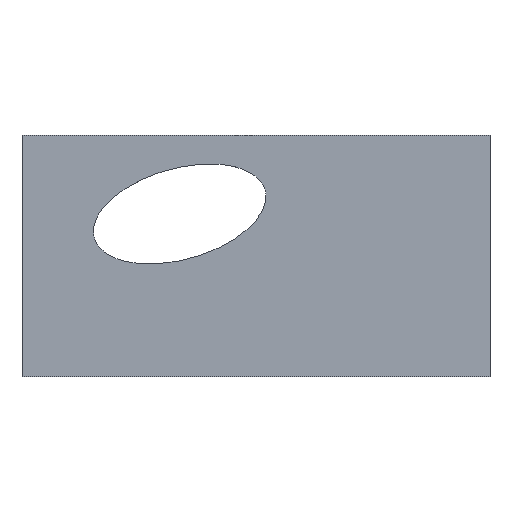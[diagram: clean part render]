
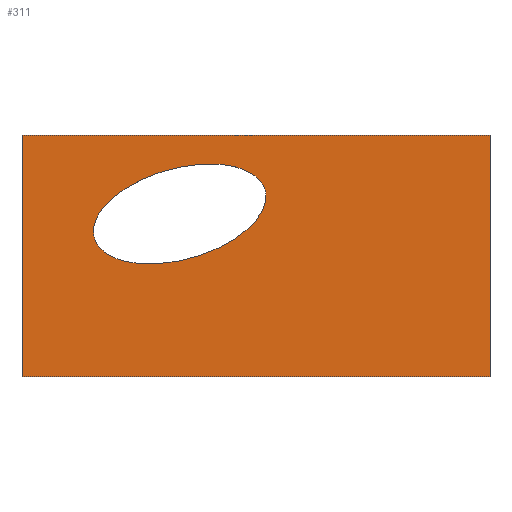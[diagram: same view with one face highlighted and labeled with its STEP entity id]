
A CAD part, top view. The second image highlights one B-rep face of the part: STEP entity #311.
In plain terms, the highlighted planar face has unit normal (0, 0, 1).
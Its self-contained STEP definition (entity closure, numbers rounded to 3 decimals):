
#35 = VERTEX_POINT('',#36);
#36 = CARTESIAN_POINT('',(-48.993,4.748,6.35));
#43 = ( BOUNDED_SURFACE() B_SPLINE_SURFACE(3,1,(
    (#44,#45)
    ,(#46,#47)
    ,(#48,#49)
,(#50,#51
  )),.UNSPECIFIED.,.F.,.F.,.F.) B_SPLINE_SURFACE_WITH_KNOTS((4,4),(2,2),
  (0.,1.),(0.,1.),.PIECEWISE_BEZIER_KNOTS.) 
GEOMETRIC_REPRESENTATION_ITEM() RATIONAL_B_SPLINE_SURFACE((
    (1.,1.)
    ,(0.333,0.333)
    ,(0.333,0.333)
,(1.,1.))) REPRESENTATION_ITEM('') SURFACE() );
#44 = CARTESIAN_POINT('',(12.191,21.897,3.175));
#45 = CARTESIAN_POINT('',(12.191,21.897,6.35));
#46 = CARTESIAN_POINT('',(3.37,53.367,3.175));
#47 = CARTESIAN_POINT('',(3.37,53.367,6.35));
#48 = CARTESIAN_POINT('',(-57.814,36.218,3.175));
#49 = CARTESIAN_POINT('',(-57.814,36.218,6.35));
#50 = CARTESIAN_POINT('',(-48.993,4.748,3.175));
#51 = CARTESIAN_POINT('',(-48.993,4.748,6.35));
#58 = ( BOUNDED_SURFACE() B_SPLINE_SURFACE(3,1,(
    (#59,#60)
    ,(#61,#62)
    ,(#63,#64)
,(#65,#66
  )),.UNSPECIFIED.,.F.,.F.,.F.) B_SPLINE_SURFACE_WITH_KNOTS((4,4),(2,2),
  (0.,1.),(0.,1.),.PIECEWISE_BEZIER_KNOTS.) 
GEOMETRIC_REPRESENTATION_ITEM() RATIONAL_B_SPLINE_SURFACE((
    (1.,1.)
    ,(0.333,0.333)
    ,(0.333,0.333)
,(1.,1.))) REPRESENTATION_ITEM('') SURFACE() );
#59 = CARTESIAN_POINT('',(-48.993,4.748,3.175));
#60 = CARTESIAN_POINT('',(-48.993,4.748,6.35));
#61 = CARTESIAN_POINT('',(-40.173,-26.722,3.175));
#62 = CARTESIAN_POINT('',(-40.173,-26.722,6.35));
#63 = CARTESIAN_POINT('',(21.011,-9.573,3.175));
#64 = CARTESIAN_POINT('',(21.011,-9.573,6.35));
#65 = CARTESIAN_POINT('',(12.191,21.897,3.175));
#66 = CARTESIAN_POINT('',(12.191,21.897,6.35));
#73 = EDGE_CURVE('',#74,#35,#76,.T.);
#74 = VERTEX_POINT('',#75);
#75 = CARTESIAN_POINT('',(12.191,21.897,6.35));
#76 = SURFACE_CURVE('',#77,(#82,#88),.PCURVE_S1.);
#77 = ( BOUNDED_CURVE() B_SPLINE_CURVE(3,(#78,#79,#80,#81),
.UNSPECIFIED.,.F.,.F.) B_SPLINE_CURVE_WITH_KNOTS((4,4),(3.142,
6.283),.PIECEWISE_BEZIER_KNOTS.) CURVE() 
GEOMETRIC_REPRESENTATION_ITEM() RATIONAL_B_SPLINE_CURVE((1.,
0.333,0.333,1.)) REPRESENTATION_ITEM('') );
#78 = CARTESIAN_POINT('',(12.191,21.897,6.35));
#79 = CARTESIAN_POINT('',(3.37,53.367,6.35));
#80 = CARTESIAN_POINT('',(-57.814,36.218,6.35));
#81 = CARTESIAN_POINT('',(-48.993,4.748,6.35));
#82 = PCURVE('',#43,#83);
#83 = DEFINITIONAL_REPRESENTATION('',(#84),#87);
#84 = B_SPLINE_CURVE_WITH_KNOTS('',1,(#85,#86),.UNSPECIFIED.,.F.,.F.,(2,
    2),(3.142,6.283),.PIECEWISE_BEZIER_KNOTS.);
#85 = CARTESIAN_POINT('',(0.,1.));
#86 = CARTESIAN_POINT('',(1.,1.));
#87 = ( GEOMETRIC_REPRESENTATION_CONTEXT(2) 
PARAMETRIC_REPRESENTATION_CONTEXT() REPRESENTATION_CONTEXT('2D SPACE',''
  ) );
#88 = PCURVE('',#89,#94);
#89 = PLANE('',#90);
#90 = AXIS2_PLACEMENT_3D('',#91,#92,#93);
#91 = CARTESIAN_POINT('',(0.,0.,6.35));
#92 = DIRECTION('',(0.,0.,1.));
#93 = DIRECTION('',(1.,0.,0.));
#94 = DEFINITIONAL_REPRESENTATION('',(#95),#100);
#95 = ( BOUNDED_CURVE() B_SPLINE_CURVE(3,(#96,#97,#98,#99),
.UNSPECIFIED.,.F.,.F.) B_SPLINE_CURVE_WITH_KNOTS((4,4),(3.142,
6.283),.PIECEWISE_BEZIER_KNOTS.) CURVE() 
GEOMETRIC_REPRESENTATION_ITEM() RATIONAL_B_SPLINE_CURVE((1.,
0.333,0.333,1.)) REPRESENTATION_ITEM('') );
#96 = CARTESIAN_POINT('',(12.191,21.897));
#97 = CARTESIAN_POINT('',(3.37,53.367));
#98 = CARTESIAN_POINT('',(-57.814,36.218));
#99 = CARTESIAN_POINT('',(-48.993,4.748));
#100 = ( GEOMETRIC_REPRESENTATION_CONTEXT(2) 
PARAMETRIC_REPRESENTATION_CONTEXT() REPRESENTATION_CONTEXT('2D SPACE',''
  ) );
#153 = EDGE_CURVE('',#35,#74,#154,.T.);
#154 = SURFACE_CURVE('',#155,(#160,#166),.PCURVE_S1.);
#155 = ( BOUNDED_CURVE() B_SPLINE_CURVE(3,(#156,#157,#158,#159),
.UNSPECIFIED.,.F.,.F.) B_SPLINE_CURVE_WITH_KNOTS((4,4),(0.,3.142
),.PIECEWISE_BEZIER_KNOTS.) CURVE() GEOMETRIC_REPRESENTATION_ITEM() 
RATIONAL_B_SPLINE_CURVE((1.,0.333,0.333,1.)) 
REPRESENTATION_ITEM('') );
#156 = CARTESIAN_POINT('',(-48.993,4.748,6.35));
#157 = CARTESIAN_POINT('',(-40.173,-26.722,6.35));
#158 = CARTESIAN_POINT('',(21.011,-9.573,6.35));
#159 = CARTESIAN_POINT('',(12.191,21.897,6.35));
#160 = PCURVE('',#58,#161);
#161 = DEFINITIONAL_REPRESENTATION('',(#162),#165);
#162 = B_SPLINE_CURVE_WITH_KNOTS('',1,(#163,#164),.UNSPECIFIED.,.F.,.F.,
  (2,2),(0.,3.142),.PIECEWISE_BEZIER_KNOTS.);
#163 = CARTESIAN_POINT('',(0.,1.));
#164 = CARTESIAN_POINT('',(1.,1.));
#165 = ( GEOMETRIC_REPRESENTATION_CONTEXT(2) 
PARAMETRIC_REPRESENTATION_CONTEXT() REPRESENTATION_CONTEXT('2D SPACE',''
  ) );
#166 = PCURVE('',#89,#167);
#167 = DEFINITIONAL_REPRESENTATION('',(#168),#173);
#168 = ( BOUNDED_CURVE() B_SPLINE_CURVE(3,(#169,#170,#171,#172),
.UNSPECIFIED.,.F.,.F.) B_SPLINE_CURVE_WITH_KNOTS((4,4),(0.,3.142
),.PIECEWISE_BEZIER_KNOTS.) CURVE() GEOMETRIC_REPRESENTATION_ITEM() 
RATIONAL_B_SPLINE_CURVE((1.,0.333,0.333,1.)) 
REPRESENTATION_ITEM('') );
#169 = CARTESIAN_POINT('',(-48.993,4.748));
#170 = CARTESIAN_POINT('',(-40.173,-26.722));
#171 = CARTESIAN_POINT('',(21.011,-9.573));
#172 = CARTESIAN_POINT('',(12.191,21.897));
#173 = ( GEOMETRIC_REPRESENTATION_CONTEXT(2) 
PARAMETRIC_REPRESENTATION_CONTEXT() REPRESENTATION_CONTEXT('2D SPACE',''
  ) );
#220 = PLANE('',#221);
#221 = AXIS2_PLACEMENT_3D('',#222,#223,#224);
#222 = CARTESIAN_POINT('',(-74.928,41.589,6.35));
#223 = DIRECTION('',(1.,0.,0.));
#224 = DIRECTION('',(0.,0.,-1.));
#247 = PLANE('',#248);
#248 = AXIS2_PLACEMENT_3D('',#249,#250,#251);
#249 = CARTESIAN_POINT('',(-74.928,-45.095,6.35));
#250 = DIRECTION('',(0.,1.,0.));
#251 = DIRECTION('',(0.,0.,1.));
#273 = PLANE('',#274);
#274 = AXIS2_PLACEMENT_3D('',#275,#276,#277);
#275 = CARTESIAN_POINT('',(92.852,41.589,6.35));
#276 = DIRECTION('',(-1.,0.,0.));
#277 = DIRECTION('',(0.,0.,1.));
#297 = PLANE('',#298);
#298 = AXIS2_PLACEMENT_3D('',#299,#300,#301);
#299 = CARTESIAN_POINT('',(-74.928,41.589,6.35));
#300 = DIRECTION('',(0.,-1.,0.));
#301 = DIRECTION('',(0.,0.,-1.));
#311 = ADVANCED_FACE('',(#312,#316),#89,.T.);
#312 = FACE_BOUND('',#313,.T.);
#313 = EDGE_LOOP('',(#314,#315));
#314 = ORIENTED_EDGE('',*,*,#153,.F.);
#315 = ORIENTED_EDGE('',*,*,#73,.F.);
#316 = FACE_BOUND('',#317,.T.);
#317 = EDGE_LOOP('',(#318,#343,#366,#389));
#318 = ORIENTED_EDGE('',*,*,#319,.T.);
#319 = EDGE_CURVE('',#320,#322,#324,.T.);
#320 = VERTEX_POINT('',#321);
#321 = CARTESIAN_POINT('',(-74.928,41.589,6.35));
#322 = VERTEX_POINT('',#323);
#323 = CARTESIAN_POINT('',(-74.928,-45.095,6.35));
#324 = SURFACE_CURVE('',#325,(#329,#336),.PCURVE_S1.);
#325 = LINE('',#326,#327);
#326 = CARTESIAN_POINT('',(-74.928,41.589,6.35));
#327 = VECTOR('',#328,1.);
#328 = DIRECTION('',(0.,-1.,0.));
#329 = PCURVE('',#89,#330);
#330 = DEFINITIONAL_REPRESENTATION('',(#331),#335);
#331 = LINE('',#332,#333);
#332 = CARTESIAN_POINT('',(-74.928,41.589));
#333 = VECTOR('',#334,1.);
#334 = DIRECTION('',(0.,-1.));
#335 = ( GEOMETRIC_REPRESENTATION_CONTEXT(2) 
PARAMETRIC_REPRESENTATION_CONTEXT() REPRESENTATION_CONTEXT('2D SPACE',''
  ) );
#336 = PCURVE('',#220,#337);
#337 = DEFINITIONAL_REPRESENTATION('',(#338),#342);
#338 = LINE('',#339,#340);
#339 = CARTESIAN_POINT('',(0.,0.));
#340 = VECTOR('',#341,1.);
#341 = DIRECTION('',(0.,-1.));
#342 = ( GEOMETRIC_REPRESENTATION_CONTEXT(2) 
PARAMETRIC_REPRESENTATION_CONTEXT() REPRESENTATION_CONTEXT('2D SPACE',''
  ) );
#343 = ORIENTED_EDGE('',*,*,#344,.T.);
#344 = EDGE_CURVE('',#322,#345,#347,.T.);
#345 = VERTEX_POINT('',#346);
#346 = CARTESIAN_POINT('',(92.852,-45.095,6.35));
#347 = SURFACE_CURVE('',#348,(#352,#359),.PCURVE_S1.);
#348 = LINE('',#349,#350);
#349 = CARTESIAN_POINT('',(-74.928,-45.095,6.35));
#350 = VECTOR('',#351,1.);
#351 = DIRECTION('',(1.,0.,0.));
#352 = PCURVE('',#89,#353);
#353 = DEFINITIONAL_REPRESENTATION('',(#354),#358);
#354 = LINE('',#355,#356);
#355 = CARTESIAN_POINT('',(-74.928,-45.095));
#356 = VECTOR('',#357,1.);
#357 = DIRECTION('',(1.,0.));
#358 = ( GEOMETRIC_REPRESENTATION_CONTEXT(2) 
PARAMETRIC_REPRESENTATION_CONTEXT() REPRESENTATION_CONTEXT('2D SPACE',''
  ) );
#359 = PCURVE('',#247,#360);
#360 = DEFINITIONAL_REPRESENTATION('',(#361),#365);
#361 = LINE('',#362,#363);
#362 = CARTESIAN_POINT('',(0.,0.));
#363 = VECTOR('',#364,1.);
#364 = DIRECTION('',(0.,1.));
#365 = ( GEOMETRIC_REPRESENTATION_CONTEXT(2) 
PARAMETRIC_REPRESENTATION_CONTEXT() REPRESENTATION_CONTEXT('2D SPACE',''
  ) );
#366 = ORIENTED_EDGE('',*,*,#367,.T.);
#367 = EDGE_CURVE('',#345,#368,#370,.T.);
#368 = VERTEX_POINT('',#369);
#369 = CARTESIAN_POINT('',(92.852,41.589,6.35));
#370 = SURFACE_CURVE('',#371,(#375,#382),.PCURVE_S1.);
#371 = LINE('',#372,#373);
#372 = CARTESIAN_POINT('',(92.852,41.589,6.35));
#373 = VECTOR('',#374,1.);
#374 = DIRECTION('',(0.,1.,0.));
#375 = PCURVE('',#89,#376);
#376 = DEFINITIONAL_REPRESENTATION('',(#377),#381);
#377 = LINE('',#378,#379);
#378 = CARTESIAN_POINT('',(92.852,41.589));
#379 = VECTOR('',#380,1.);
#380 = DIRECTION('',(0.,1.));
#381 = ( GEOMETRIC_REPRESENTATION_CONTEXT(2) 
PARAMETRIC_REPRESENTATION_CONTEXT() REPRESENTATION_CONTEXT('2D SPACE',''
  ) );
#382 = PCURVE('',#273,#383);
#383 = DEFINITIONAL_REPRESENTATION('',(#384),#388);
#384 = LINE('',#385,#386);
#385 = CARTESIAN_POINT('',(0.,0.));
#386 = VECTOR('',#387,1.);
#387 = DIRECTION('',(0.,1.));
#388 = ( GEOMETRIC_REPRESENTATION_CONTEXT(2) 
PARAMETRIC_REPRESENTATION_CONTEXT() REPRESENTATION_CONTEXT('2D SPACE',''
  ) );
#389 = ORIENTED_EDGE('',*,*,#390,.T.);
#390 = EDGE_CURVE('',#368,#320,#391,.T.);
#391 = SURFACE_CURVE('',#392,(#396,#403),.PCURVE_S1.);
#392 = LINE('',#393,#394);
#393 = CARTESIAN_POINT('',(-74.928,41.589,6.35));
#394 = VECTOR('',#395,1.);
#395 = DIRECTION('',(-1.,-0.,-0.));
#396 = PCURVE('',#89,#397);
#397 = DEFINITIONAL_REPRESENTATION('',(#398),#402);
#398 = LINE('',#399,#400);
#399 = CARTESIAN_POINT('',(-74.928,41.589));
#400 = VECTOR('',#401,1.);
#401 = DIRECTION('',(-1.,0.));
#402 = ( GEOMETRIC_REPRESENTATION_CONTEXT(2) 
PARAMETRIC_REPRESENTATION_CONTEXT() REPRESENTATION_CONTEXT('2D SPACE',''
  ) );
#403 = PCURVE('',#297,#404);
#404 = DEFINITIONAL_REPRESENTATION('',(#405),#409);
#405 = LINE('',#406,#407);
#406 = CARTESIAN_POINT('',(0.,0.));
#407 = VECTOR('',#408,1.);
#408 = DIRECTION('',(0.,-1.));
#409 = ( GEOMETRIC_REPRESENTATION_CONTEXT(2) 
PARAMETRIC_REPRESENTATION_CONTEXT() REPRESENTATION_CONTEXT('2D SPACE',''
  ) );
